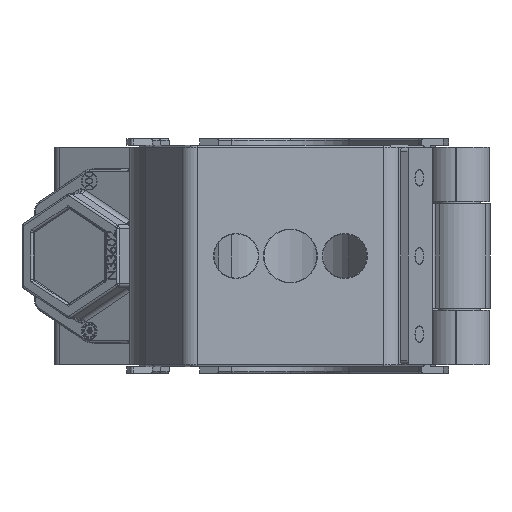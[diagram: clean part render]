
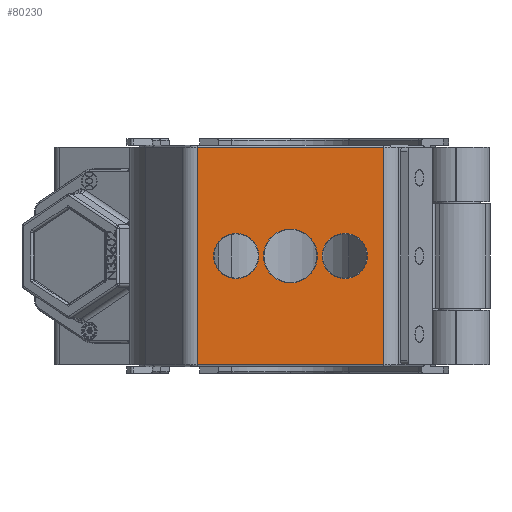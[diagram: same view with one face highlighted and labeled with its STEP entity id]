
A CAD part, front view. The second image highlights one B-rep face of the part: STEP entity #80230.
In plain terms, the highlighted planar face has unit normal (0, -1, 0).
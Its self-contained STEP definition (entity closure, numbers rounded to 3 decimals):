
#46 = CIRCLE ( 'NONE', #77950, 6.2 ) ;
#2811 = CARTESIAN_POINT ( 'NONE',  ( 6.2, -17., 0. ) ) ;
#2932 = EDGE_CURVE ( 'NONE', #22316, #111649, #76568, .T. ) ;
#5020 = CARTESIAN_POINT ( 'NONE',  ( -21.493, -17., 25. ) ) ;
#6221 = VECTOR ( 'NONE', #37542, 1000. ) ;
#6863 = ORIENTED_EDGE ( 'NONE', *, *, #15800, .F. ) ;
#7796 = AXIS2_PLACEMENT_3D ( 'NONE', #78340, #88507, #28008 ) ;
#10777 = AXIS2_PLACEMENT_3D ( 'NONE', #73531, #91590, #21629 ) ;
#14158 = VERTEX_POINT ( 'NONE', #16044 ) ;
#15800 = EDGE_CURVE ( 'NONE', #14158, #106516, #31947, .T. ) ;
#16044 = CARTESIAN_POINT ( 'NONE',  ( 7.3, -17., 0. ) ) ;
#16980 = CARTESIAN_POINT ( 'NONE',  ( -12.5, -17., 0. ) ) ;
#19182 = EDGE_LOOP ( 'NONE', ( #110641, #52318, #24583, #75832 ) ) ;
#19704 = CARTESIAN_POINT ( 'NONE',  ( 22.625, -17., 25. ) ) ;
#20237 = CIRCLE ( 'NONE', #97987, 5.2 ) ;
#20755 = VECTOR ( 'NONE', #71469, 1000. ) ;
#20854 = CARTESIAN_POINT ( 'NONE',  ( 22.625, -17., -25. ) ) ;
#21357 = VERTEX_POINT ( 'NONE', #35001 ) ;
#21573 = VECTOR ( 'NONE', #100931, 1000. ) ;
#21629 = DIRECTION ( 'NONE',  ( 1., 0., 0. ) ) ;
#22316 = VERTEX_POINT ( 'NONE', #2811 ) ;
#22438 = DIRECTION ( 'NONE',  ( 1., 0., 0. ) ) ;
#24583 = ORIENTED_EDGE ( 'NONE', *, *, #34506, .T. ) ;
#27413 = AXIS2_PLACEMENT_3D ( 'NONE', #19704, #90425, #108214 ) ;
#28008 = DIRECTION ( 'NONE',  ( 1., 0., 0. ) ) ;
#29353 = VERTEX_POINT ( 'NONE', #111821 ) ;
#29664 = DIRECTION ( 'NONE',  ( 1., 0., 0. ) ) ;
#31168 = CARTESIAN_POINT ( 'NONE',  ( -21.493, -17., -25. ) ) ;
#31947 = CIRCLE ( 'NONE', #7796, 5.2 ) ;
#32014 = AXIS2_PLACEMENT_3D ( 'NONE', #16980, #85841, #77549 ) ;
#33952 = ORIENTED_EDGE ( 'NONE', *, *, #2932, .F. ) ;
#34506 = EDGE_CURVE ( 'NONE', #106730, #55851, #73629, .T. ) ;
#35001 = CARTESIAN_POINT ( 'NONE',  ( 21.493, -17., -25. ) ) ;
#35759 = FACE_BOUND ( 'NONE', #82289, .T. ) ;
#37498 = EDGE_CURVE ( 'NONE', #29353, #107540, #20237, .T. ) ;
#37542 = DIRECTION ( 'NONE',  ( -1., 0., 0. ) ) ;
#42002 = CARTESIAN_POINT ( 'NONE',  ( -6.2, -17., 0. ) ) ;
#43034 = EDGE_CURVE ( 'NONE', #106516, #14158, #83641, .T. ) ;
#44639 = LINE ( 'NONE', #56741, #21573 ) ;
#50366 = EDGE_CURVE ( 'NONE', #106730, #21357, #107398, .T. ) ;
#51424 = ORIENTED_EDGE ( 'NONE', *, *, #43034, .F. ) ;
#52318 = ORIENTED_EDGE ( 'NONE', *, *, #50366, .F. ) ;
#53714 = EDGE_CURVE ( 'NONE', #107540, #29353, #100803, .T. ) ;
#54043 = CARTESIAN_POINT ( 'NONE',  ( 22.625, -17., 25. ) ) ;
#55851 = VERTEX_POINT ( 'NONE', #5020 ) ;
#56336 = CARTESIAN_POINT ( 'NONE',  ( 21.493, -17., 25. ) ) ;
#56741 = CARTESIAN_POINT ( 'NONE',  ( -21.493, -17., 25. ) ) ;
#56808 = VERTEX_POINT ( 'NONE', #31168 ) ;
#57011 = EDGE_CURVE ( 'NONE', #55851, #56808, #44639, .T. ) ;
#57403 = FACE_OUTER_BOUND ( 'NONE', #19182, .T. ) ;
#59958 = EDGE_CURVE ( 'NONE', #21357, #56808, #69854, .T. ) ;
#67919 = EDGE_LOOP ( 'NONE', ( #33952, #85953 ) ) ;
#69854 = LINE ( 'NONE', #20854, #6221 ) ;
#71469 = DIRECTION ( 'NONE',  ( -1., 0., 0. ) ) ;
#71628 = PLANE ( 'NONE',  #27413 ) ;
#72149 = CARTESIAN_POINT ( 'NONE',  ( 17.7, -17., 0. ) ) ;
#73375 = AXIS2_PLACEMENT_3D ( 'NONE', #90151, #90907, #29664 ) ;
#73531 = CARTESIAN_POINT ( 'NONE',  ( 0., -17., 0. ) ) ;
#73629 = LINE ( 'NONE', #54043, #20755 ) ;
#74709 = DIRECTION ( 'NONE',  ( 0., 0., -1. ) ) ;
#75048 = CARTESIAN_POINT ( 'NONE',  ( 0., -17., 0. ) ) ;
#75757 = ORIENTED_EDGE ( 'NONE', *, *, #53714, .F. ) ;
#75763 = DIRECTION ( 'NONE',  ( 1., 0., 0. ) ) ;
#75832 = ORIENTED_EDGE ( 'NONE', *, *, #57011, .T. ) ;
#76568 = CIRCLE ( 'NONE', #10777, 6.2 ) ;
#77549 = DIRECTION ( 'NONE',  ( 1., 0., 0. ) ) ;
#77950 = AXIS2_PLACEMENT_3D ( 'NONE', #75048, #109769, #22438 ) ;
#78340 = CARTESIAN_POINT ( 'NONE',  ( 12.5, -17., 0. ) ) ;
#80230 = ADVANCED_FACE ( 'NONE', ( #106082, #35759, #104754, #57403 ), #71628, .T. ) ;
#81694 = VECTOR ( 'NONE', #74709, 1000. ) ;
#82289 = EDGE_LOOP ( 'NONE', ( #51424, #6863 ) ) ;
#83293 = DIRECTION ( 'NONE',  ( 0., -1., 0. ) ) ;
#83641 = CIRCLE ( 'NONE', #73375, 5.2 ) ;
#84326 = EDGE_CURVE ( 'NONE', #111649, #22316, #46, .T. ) ;
#85841 = DIRECTION ( 'NONE',  ( 0., -1., 0. ) ) ;
#85953 = ORIENTED_EDGE ( 'NONE', *, *, #84326, .F. ) ;
#88507 = DIRECTION ( 'NONE',  ( 0., -1., 0. ) ) ;
#90151 = CARTESIAN_POINT ( 'NONE',  ( 12.5, -17., 0. ) ) ;
#90425 = DIRECTION ( 'NONE',  ( 0., -1., 0. ) ) ;
#90660 = CARTESIAN_POINT ( 'NONE',  ( -7.3, -17., 0. ) ) ;
#90907 = DIRECTION ( 'NONE',  ( 0., -1., 0. ) ) ;
#91590 = DIRECTION ( 'NONE',  ( 0., -1., 0. ) ) ;
#92317 = CARTESIAN_POINT ( 'NONE',  ( -12.5, -17., 0. ) ) ;
#97987 = AXIS2_PLACEMENT_3D ( 'NONE', #92317, #83293, #75763 ) ;
#100393 = EDGE_LOOP ( 'NONE', ( #75757, #107350 ) ) ;
#100803 = CIRCLE ( 'NONE', #32014, 5.2 ) ;
#100931 = DIRECTION ( 'NONE',  ( 0., 0., -1. ) ) ;
#104754 = FACE_BOUND ( 'NONE', #67919, .T. ) ;
#106082 = FACE_BOUND ( 'NONE', #100393, .T. ) ;
#106516 = VERTEX_POINT ( 'NONE', #72149 ) ;
#106730 = VERTEX_POINT ( 'NONE', #56336 ) ;
#107350 = ORIENTED_EDGE ( 'NONE', *, *, #37498, .F. ) ;
#107398 = LINE ( 'NONE', #108668, #81694 ) ;
#107540 = VERTEX_POINT ( 'NONE', #90660 ) ;
#108214 = DIRECTION ( 'NONE',  ( 1., 0., 0. ) ) ;
#108668 = CARTESIAN_POINT ( 'NONE',  ( 21.493, -17., 25. ) ) ;
#109769 = DIRECTION ( 'NONE',  ( 0., -1., 0. ) ) ;
#110641 = ORIENTED_EDGE ( 'NONE', *, *, #59958, .F. ) ;
#111649 = VERTEX_POINT ( 'NONE', #42002 ) ;
#111821 = CARTESIAN_POINT ( 'NONE',  ( -17.7, -17., 0. ) ) ;
